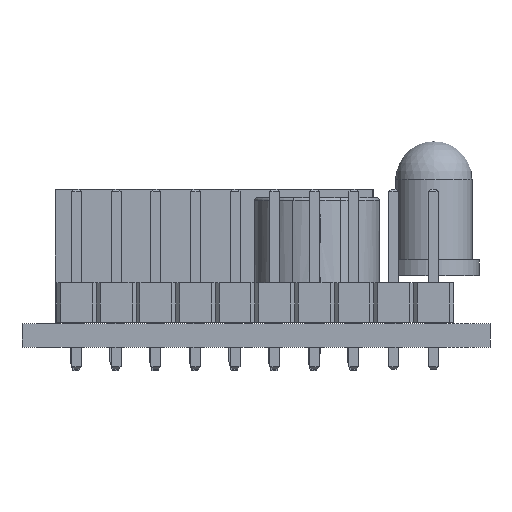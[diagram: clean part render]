
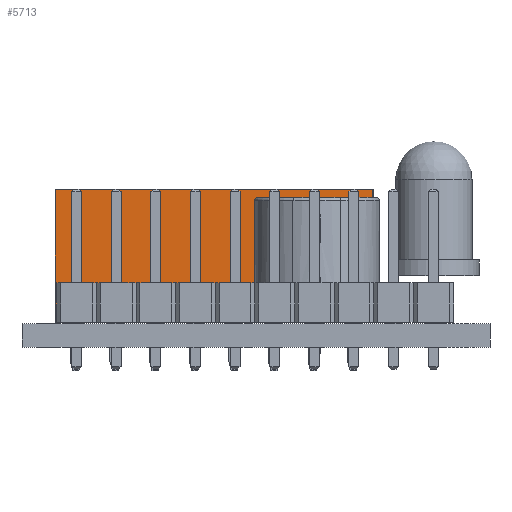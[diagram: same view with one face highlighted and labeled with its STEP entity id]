
A CAD part, front view. The second image highlights one B-rep face of the part: STEP entity #5713.
In plain terms, the highlighted face is planar.
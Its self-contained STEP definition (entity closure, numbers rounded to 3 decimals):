
#4690 = VERTEX_POINT('',#4691);
#4691 = CARTESIAN_POINT('',(-1.27,-19.05,0.));
#4699 = EDGE_CURVE('',#4690,#4700,#4702,.T.);
#4700 = VERTEX_POINT('',#4701);
#4701 = CARTESIAN_POINT('',(-1.27,-19.05,8.5));
#4702 = LINE('',#4703,#4704);
#4703 = CARTESIAN_POINT('',(-1.27,-19.05,0.));
#4704 = VECTOR('',#4705,1.);
#4705 = DIRECTION('',(0.,0.,1.));
#4762 = VERTEX_POINT('',#4763);
#4763 = CARTESIAN_POINT('',(-1.27,1.27,8.5));
#4769 = EDGE_CURVE('',#4770,#4762,#4772,.T.);
#4770 = VERTEX_POINT('',#4771);
#4771 = CARTESIAN_POINT('',(-1.27,1.27,0.));
#4772 = LINE('',#4773,#4774);
#4773 = CARTESIAN_POINT('',(-1.27,1.27,0.));
#4774 = VECTOR('',#4775,1.);
#4775 = DIRECTION('',(0.,0.,1.));
#4834 = EDGE_CURVE('',#4762,#4700,#4835,.T.);
#4835 = LINE('',#4836,#4837);
#4836 = CARTESIAN_POINT('',(-1.27,1.27,8.5));
#4837 = VECTOR('',#4838,1.);
#4838 = DIRECTION('',(0.,-1.,0.));
#5129 = EDGE_CURVE('',#4770,#4690,#5130,.T.);
#5130 = LINE('',#5131,#5132);
#5131 = CARTESIAN_POINT('',(-1.27,1.27,0.));
#5132 = VECTOR('',#5133,1.);
#5133 = DIRECTION('',(0.,-1.,0.));
#5713 = ADVANCED_FACE('',(#5714),#5720,.F.);
#5714 = FACE_BOUND('',#5715,.F.);
#5715 = EDGE_LOOP('',(#5716,#5717,#5718,#5719));
#5716 = ORIENTED_EDGE('',*,*,#4769,.T.);
#5717 = ORIENTED_EDGE('',*,*,#4834,.T.);
#5718 = ORIENTED_EDGE('',*,*,#4699,.F.);
#5719 = ORIENTED_EDGE('',*,*,#5129,.F.);
#5720 = PLANE('',#5721);
#5721 = AXIS2_PLACEMENT_3D('',#5722,#5723,#5724);
#5722 = CARTESIAN_POINT('',(-1.27,1.27,0.));
#5723 = DIRECTION('',(1.,0.,0.));
#5724 = DIRECTION('',(0.,-1.,0.));
